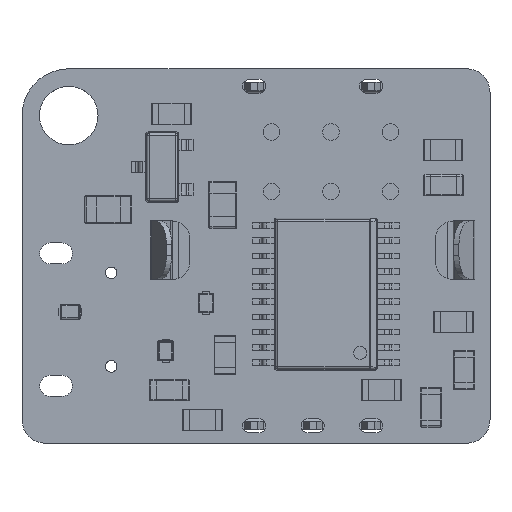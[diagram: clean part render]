
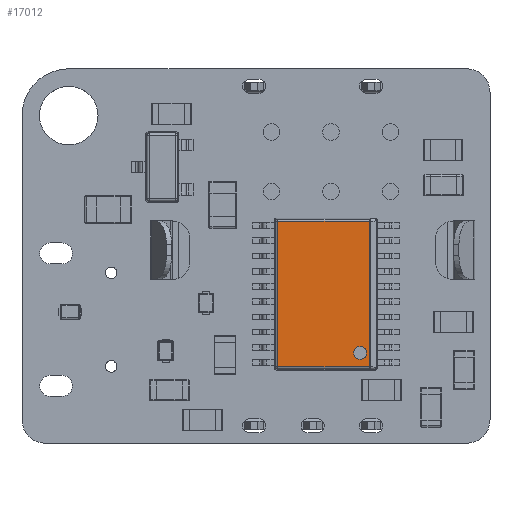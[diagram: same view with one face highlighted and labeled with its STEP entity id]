
A CAD part, top view. The second image highlights one B-rep face of the part: STEP entity #17012.
In plain terms, the highlighted planar face has unit normal (0, 0, 1).
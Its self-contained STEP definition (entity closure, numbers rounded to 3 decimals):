
#16806 = VERTEX_POINT('',#16807);
#16807 = CARTESIAN_POINT('',(4.255,0.145,1.2));
#16814 = EDGE_CURVE('',#16815,#16806,#16817,.T.);
#16815 = VERTEX_POINT('',#16816);
#16816 = CARTESIAN_POINT('',(0.341,0.145,1.2));
#16817 = LINE('',#16818,#16819);
#16818 = CARTESIAN_POINT('',(0.3,0.145,1.2));
#16819 = VECTOR('',#16820,1.);
#16820 = DIRECTION('',(1.,0.,0.));
#16889 = VERTEX_POINT('',#16890);
#16890 = CARTESIAN_POINT('',(0.341,6.355,1.2));
#16897 = EDGE_CURVE('',#16889,#16898,#16900,.T.);
#16898 = VERTEX_POINT('',#16899);
#16899 = CARTESIAN_POINT('',(4.255,6.355,1.2));
#16900 = LINE('',#16901,#16902);
#16901 = CARTESIAN_POINT('',(0.3,6.355,1.2));
#16902 = VECTOR('',#16903,1.);
#16903 = DIRECTION('',(1.,0.,0.));
#16927 = EDGE_CURVE('',#16806,#16898,#16928,.T.);
#16928 = LINE('',#16929,#16930);
#16929 = CARTESIAN_POINT('',(4.255,0.055,1.2));
#16930 = VECTOR('',#16931,1.);
#16931 = DIRECTION('',(0.,1.,0.));
#17012 = ADVANCED_FACE('',(#17013,#17024),#17035,.T.);
#17013 = FACE_BOUND('',#17014,.T.);
#17014 = EDGE_LOOP('',(#17015,#17016,#17022,#17023));
#17015 = ORIENTED_EDGE('',*,*,#16897,.F.);
#17016 = ORIENTED_EDGE('',*,*,#17017,.F.);
#17017 = EDGE_CURVE('',#16815,#16889,#17018,.T.);
#17018 = LINE('',#17019,#17020);
#17019 = CARTESIAN_POINT('',(0.341,0.055,1.2));
#17020 = VECTOR('',#17021,1.);
#17021 = DIRECTION('',(0.,1.,0.));
#17022 = ORIENTED_EDGE('',*,*,#16814,.T.);
#17023 = ORIENTED_EDGE('',*,*,#16927,.T.);
#17024 = FACE_BOUND('',#17025,.T.);
#17025 = EDGE_LOOP('',(#17026));
#17026 = ORIENTED_EDGE('',*,*,#17027,.F.);
#17027 = EDGE_CURVE('',#17028,#17028,#17030,.T.);
#17028 = VERTEX_POINT('',#17029);
#17029 = CARTESIAN_POINT('',(1.008,5.767,1.2));
#17030 = CIRCLE('',#17031,0.275);
#17031 = AXIS2_PLACEMENT_3D('',#17032,#17033,#17034);
#17032 = CARTESIAN_POINT('',(0.733,5.767,1.2));
#17033 = DIRECTION('',(0.,0.,1.));
#17034 = DIRECTION('',(1.,0.,0.));
#17035 = PLANE('',#17036);
#17036 = AXIS2_PLACEMENT_3D('',#17037,#17038,#17039);
#17037 = CARTESIAN_POINT('',(0.,0.,1.2));
#17038 = DIRECTION('',(0.,0.,1.));
#17039 = DIRECTION('',(1.,0.,0.));
